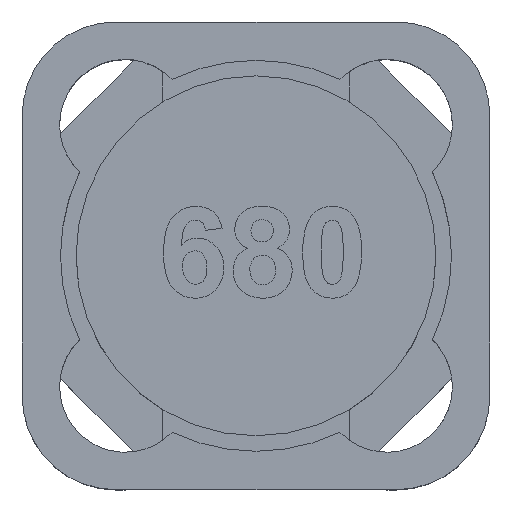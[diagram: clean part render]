
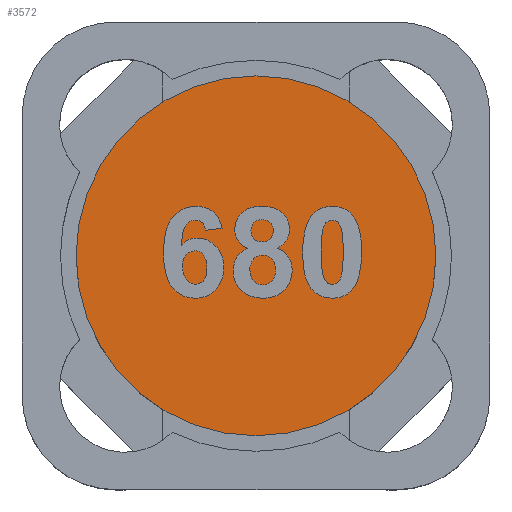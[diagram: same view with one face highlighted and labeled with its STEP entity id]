
A CAD part, top view. The second image highlights one B-rep face of the part: STEP entity #3572.
In plain terms, the highlighted planar face has unit normal (0, 0, 1).
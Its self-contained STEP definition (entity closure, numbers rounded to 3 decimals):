
#150 = EDGE_LOOP ( 'NONE', ( #5045, #3214 ) ) ;
#225 = DIRECTION ( 'NONE',  ( -1., 0., 0. ) ) ;
#474 = CARTESIAN_POINT ( 'NONE',  ( -4.81, 0., 6.2 ) ) ;
#905 = CARTESIAN_POINT ( 'NONE',  ( 4.81, 0., 6.2 ) ) ;
#981 = CARTESIAN_POINT ( 'NONE',  ( 0., 0., 6.2 ) ) ;
#1297 = VERTEX_POINT ( 'NONE', #474 ) ;
#1398 = DIRECTION ( 'NONE',  ( -1., 0., 0. ) ) ;
#1521 = DIRECTION ( 'NONE',  ( 0., 0., 1. ) ) ;
#1743 = AXIS2_PLACEMENT_3D ( 'NONE', #3997, #1521, #4419 ) ;
#1929 = PLANE ( 'NONE',  #1743 ) ;
#1939 = FACE_OUTER_BOUND ( 'NONE', #150, .T. ) ;
#2448 = AXIS2_PLACEMENT_3D ( 'NONE', #981, #3871, #1398 ) ;
#2730 = DIRECTION ( 'NONE',  ( 0., 0., -1. ) ) ;
#2748 = AXIS2_PLACEMENT_3D ( 'NONE', #5174, #2730, #225 ) ;
#2918 = EDGE_CURVE ( 'NONE', #4863, #1297, #4504, .T. ) ;
#3214 = ORIENTED_EDGE ( 'NONE', *, *, #2918, .F. ) ;
#3572 = ADVANCED_FACE ( 'NONE', ( #1939 ), #1929, .T. ) ;
#3871 = DIRECTION ( 'NONE',  ( 0., 0., -1. ) ) ;
#3997 = CARTESIAN_POINT ( 'NONE',  ( -4.81, -4.81, 6.2 ) ) ;
#4064 = EDGE_CURVE ( 'NONE', #1297, #4863, #4320, .T. ) ;
#4320 = CIRCLE ( 'NONE', #2448, 4.81 ) ;
#4419 = DIRECTION ( 'NONE',  ( 1., 0., 0. ) ) ;
#4504 = CIRCLE ( 'NONE', #2748, 4.81 ) ;
#4863 = VERTEX_POINT ( 'NONE', #905 ) ;
#5045 = ORIENTED_EDGE ( 'NONE', *, *, #4064, .F. ) ;
#5174 = CARTESIAN_POINT ( 'NONE',  ( 0., 0., 6.2 ) ) ;
